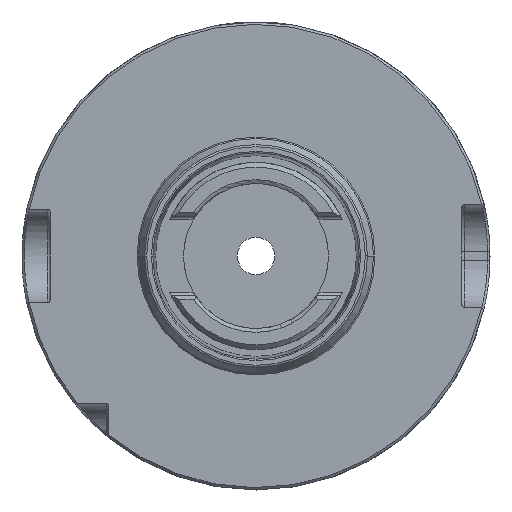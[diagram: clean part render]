
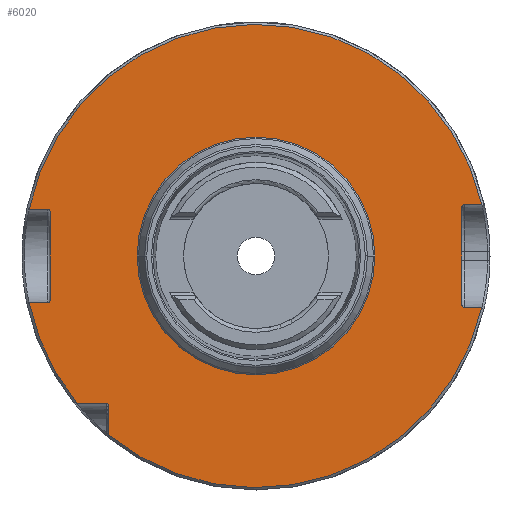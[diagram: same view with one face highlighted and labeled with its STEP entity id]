
A CAD part, front view. The second image highlights one B-rep face of the part: STEP entity #6020.
In plain terms, the highlighted planar face has unit normal (0, -1, 0).
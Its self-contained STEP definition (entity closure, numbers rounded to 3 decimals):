
#1400=CARTESIAN_POINT('',(0.,63.05,0.));
#1401=DIRECTION('',(0.,-1.,0.));
#1402=DIRECTION('',(-1.,0.,0.));
#1403=AXIS2_PLACEMENT_3D('',#1400,#1401,#1402);
#1415=DIRECTION('',(0.,0.,-1.));
#1416=VECTOR('',#1415,19.);
#1417=CARTESIAN_POINT('',(-44.,63.05,9.5));
#1418=LINE('',#1417,#1416);
#1419=DIRECTION('',(1.,-0.001,0.001));
#1420=VECTOR('',#1419,3.987);
#1421=CARTESIAN_POINT('',(-48.487,63.053,9.997));
#1422=LINE('',#1421,#1420);
#1423=DIRECTION('',(-1.,0.,0.));
#1424=VECTOR('',#1423,3.762);
#1425=CARTESIAN_POINT('',(48.262,63.05,11.));
#1426=LINE('',#1425,#1424);
#1427=DIRECTION('',(0.,0.,-1.));
#1428=VECTOR('',#1427,21.);
#1429=CARTESIAN_POINT('',(44.,63.05,10.5));
#1430=LINE('',#1429,#1428);
#1431=DIRECTION('',(-1.,-0.001,-0.001));
#1432=VECTOR('',#1431,3.771);
#1433=CARTESIAN_POINT('',(48.271,63.054,-10.996));
#1434=LINE('',#1433,#1432);
#1435=DIRECTION('',(0.,0.,-1.));
#1436=VECTOR('',#1435,6.184);
#1437=CARTESIAN_POINT('',(-31.5,63.05,-32.));
#1438=LINE('',#1437,#1436);
#1439=DIRECTION('',(1.,0.,0.));
#1440=VECTOR('',#1439,6.184);
#1441=CARTESIAN_POINT('',(-38.184,63.05,-31.5));
#1442=LINE('',#1441,#1440);
#1443=DIRECTION('',(1.,-0.001,-0.001));
#1444=VECTOR('',#1443,3.987);
#1445=CARTESIAN_POINT('',(-48.487,63.053,
-9.997));
#1446=LINE('',#1445,#1444);
#1465=CARTESIAN_POINT('',(-44.5,63.05,9.5));
#1466=DIRECTION('',(0.,1.,0.));
#1467=DIRECTION('',(0.,0.,1.));
#1468=AXIS2_PLACEMENT_3D('',#1465,#1466,#1467);
#1475=CARTESIAN_POINT('',(-44.5,63.05,-9.5));
#1476=DIRECTION('',(0.,1.,0.));
#1477=DIRECTION('',(1.,0.,0.));
#1478=AXIS2_PLACEMENT_3D('',#1475,#1476,#1477);
#1529=CARTESIAN_POINT('',(0.,63.05,0.));
#1530=DIRECTION('',(0.,-1.,0.));
#1531=DIRECTION('',(-0.979,0.,-0.202));
#1532=AXIS2_PLACEMENT_3D('',#1529,#1530,#1531);
#1594=CARTESIAN_POINT('',(-32.,63.05,-32.));
#1595=DIRECTION('',(0.,1.,0.));
#1596=DIRECTION('',(0.,0.,1.));
#1597=AXIS2_PLACEMENT_3D('',#1594,#1595,#1596);
#1646=CARTESIAN_POINT('',(0.,63.05,0.));
#1647=DIRECTION('',(0.,-1.,0.));
#1648=DIRECTION('',(-0.636,0.,-0.771));
#1649=AXIS2_PLACEMENT_3D('',#1646,#1647,#1648);
#1700=CARTESIAN_POINT('',(44.5,63.05,-10.5));
#1701=DIRECTION('',(0.,1.,0.));
#1702=DIRECTION('',(0.,0.,-1.));
#1703=AXIS2_PLACEMENT_3D('',#1700,#1701,#1702);
#1727=CARTESIAN_POINT('',(44.5,63.05,10.5));
#1728=DIRECTION('',(0.,1.,0.));
#1729=DIRECTION('',(-1.,0.,0.));
#1730=AXIS2_PLACEMENT_3D('',#1727,#1728,#1729);
#1774=CARTESIAN_POINT('',(0.,63.05,0.));
#1775=DIRECTION('',(0.,-1.,0.));
#1776=DIRECTION('',(0.975,0.,0.222));
#1777=AXIS2_PLACEMENT_3D('',#1774,#1775,#1776);
#2526=CARTESIAN_POINT('',(0.,63.05,0.));
#2527=DIRECTION('',(0.,-1.,0.));
#2528=DIRECTION('',(1.,0.,0.));
#2529=AXIS2_PLACEMENT_3D('',#2526,#2527,#2528);
#3593=CARTESIAN_POINT('',(48.262,63.05,11.));
#3594=CARTESIAN_POINT('',(-48.479,63.05,10.));
#3595=VERTEX_POINT('',#3593);
#3596=VERTEX_POINT('',#3594);
#3598=CARTESIAN_POINT('',(-31.5,63.05,-38.184));
#3599=CARTESIAN_POINT('',(48.262,63.05,-11.));
#3600=VERTEX_POINT('',#3598);
#3601=VERTEX_POINT('',#3599);
#3603=CARTESIAN_POINT('',(-48.479,63.05,-10.));
#3604=CARTESIAN_POINT('',(-38.184,63.05,-31.5));
#3605=VERTEX_POINT('',#3603);
#3606=VERTEX_POINT('',#3604);
#3791=CARTESIAN_POINT('',(-24.1,63.05,0.));
#3792=CARTESIAN_POINT('',(24.1,63.05,0.));
#3793=VERTEX_POINT('',#3791);
#3794=VERTEX_POINT('',#3792);
#3862=CARTESIAN_POINT('',(-44.,63.05,9.5));
#3864=VERTEX_POINT('',#3862);
#3866=CARTESIAN_POINT('',(-44.5,63.05,10.));
#3868=VERTEX_POINT('',#3866);
#3873=CARTESIAN_POINT('',(-44.5,63.05,-10.));
#3874=VERTEX_POINT('',#3873);
#3875=CARTESIAN_POINT('',(-44.,63.05,-9.5));
#3876=VERTEX_POINT('',#3875);
#3878=CARTESIAN_POINT('',(-31.5,63.05,-32.));
#3880=VERTEX_POINT('',#3878);
#3882=CARTESIAN_POINT('',(-32.,63.05,-31.5));
#3884=VERTEX_POINT('',#3882);
#3890=CARTESIAN_POINT('',(44.,63.05,-10.5));
#3892=VERTEX_POINT('',#3890);
#3894=CARTESIAN_POINT('',(44.5,63.05,-11.));
#3896=VERTEX_POINT('',#3894);
#3909=CARTESIAN_POINT('',(44.5,63.05,11.));
#3910=VERTEX_POINT('',#3909);
#3911=CARTESIAN_POINT('',(44.,63.05,10.5));
#3912=VERTEX_POINT('',#3911);
#5976=CARTESIAN_POINT('',(0.,63.05,0.));
#5977=DIRECTION('',(0.,-1.,0.));
#5978=DIRECTION('',(0.,0.,-1.));
#5979=AXIS2_PLACEMENT_3D('',#5976,#5977,#5978);
#5980=PLANE('',#5979);
#5982=ORIENTED_EDGE('',*,*,#5981,.F.);
#5984=ORIENTED_EDGE('',*,*,#5983,.F.);
#5986=ORIENTED_EDGE('',*,*,#5985,.F.);
#5988=ORIENTED_EDGE('',*,*,#5987,.F.);
#5990=ORIENTED_EDGE('',*,*,#5989,.T.);
#5992=ORIENTED_EDGE('',*,*,#5991,.F.);
#5994=ORIENTED_EDGE('',*,*,#5993,.T.);
#5996=ORIENTED_EDGE('',*,*,#5995,.F.);
#5998=ORIENTED_EDGE('',*,*,#5997,.F.);
#6000=ORIENTED_EDGE('',*,*,#5999,.F.);
#6002=ORIENTED_EDGE('',*,*,#6001,.F.);
#6004=ORIENTED_EDGE('',*,*,#6003,.F.);
#6006=ORIENTED_EDGE('',*,*,#6005,.F.);
#6008=ORIENTED_EDGE('',*,*,#6007,.F.);
#6010=ORIENTED_EDGE('',*,*,#6009,.T.);
#6012=ORIENTED_EDGE('',*,*,#6011,.F.);
#6013=EDGE_LOOP('',(#5982,#5984,#5986,#5988,#5990,#5992,#5994,#5996,#5998,#6000,
#6002,#6004,#6006,#6008,#6010,#6012));
#6014=FACE_OUTER_BOUND('',#6013,.F.);
#6015=ORIENTED_EDGE('',*,*,#5966,.T.);
#6017=ORIENTED_EDGE('',*,*,#6016,.T.);
#6018=EDGE_LOOP('',(#6015,#6017));
#6019=FACE_BOUND('',#6018,.F.);
#6020=ADVANCED_FACE('',(#6014,#6019),#5980,.T.);
#1404=CIRCLE('',#1403,24.1);
#1469=CIRCLE('',#1468,0.5);
#1479=CIRCLE('',#1478,0.5);
#1533=CIRCLE('',#1532,49.5);
#1598=CIRCLE('',#1597,0.5);
#1650=CIRCLE('',#1649,49.5);
#1704=CIRCLE('',#1703,0.5);
#1731=CIRCLE('',#1730,0.5);
#1778=CIRCLE('',#1777,49.5);
#2530=CIRCLE('',#2529,24.1);
#5966=EDGE_CURVE('',#3793,#3794,#1404,.T.);
#5981=EDGE_CURVE('',#3864,#3876,#1418,.T.);
#5983=EDGE_CURVE('',#3868,#3864,#1469,.T.);
#5985=EDGE_CURVE('',#3596,#3868,#1422,.T.);
#5987=EDGE_CURVE('',#3595,#3596,#1778,.T.);
#5989=EDGE_CURVE('',#3595,#3910,#1426,.T.);
#5991=EDGE_CURVE('',#3912,#3910,#1731,.T.);
#5993=EDGE_CURVE('',#3912,#3892,#1430,.T.);
#5995=EDGE_CURVE('',#3896,#3892,#1704,.T.);
#5997=EDGE_CURVE('',#3601,#3896,#1434,.T.);
#5999=EDGE_CURVE('',#3600,#3601,#1650,.T.);
#6001=EDGE_CURVE('',#3880,#3600,#1438,.T.);
#6003=EDGE_CURVE('',#3884,#3880,#1598,.T.);
#6005=EDGE_CURVE('',#3606,#3884,#1442,.T.);
#6007=EDGE_CURVE('',#3605,#3606,#1533,.T.);
#6009=EDGE_CURVE('',#3605,#3874,#1446,.T.);
#6011=EDGE_CURVE('',#3876,#3874,#1479,.T.);
#6016=EDGE_CURVE('',#3794,#3793,#2530,.T.);
